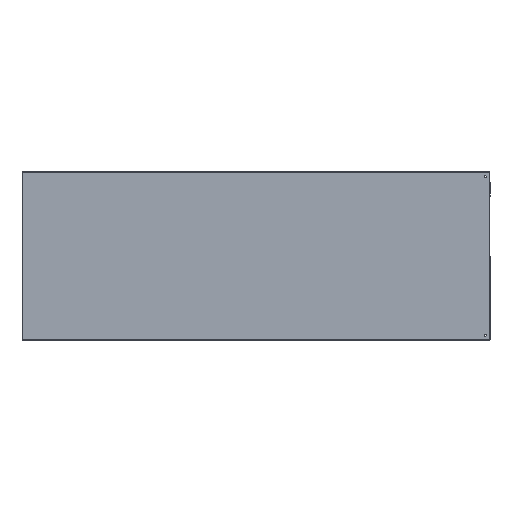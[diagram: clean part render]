
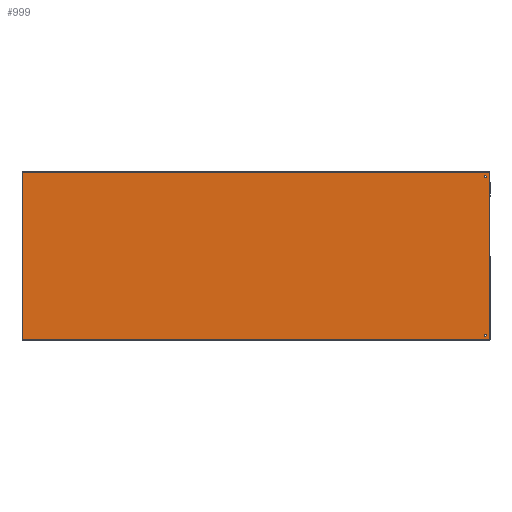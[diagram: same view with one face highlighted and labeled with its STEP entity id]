
A CAD part, top view. The second image highlights one B-rep face of the part: STEP entity #999.
In plain terms, the highlighted planar face has unit normal (0, 0, 1).
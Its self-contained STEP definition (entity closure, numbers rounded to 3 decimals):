
#8 = LINE ( 'NONE', #1325, #72 ) ;
#55 = VECTOR ( 'NONE', #1328, 1000. ) ;
#71 = CIRCLE ( 'NONE', #2212, 4. ) ;
#72 = VECTOR ( 'NONE', #1326, 1000. ) ;
#79 = LINE ( 'NONE', #1295, #114 ) ;
#80 = LINE ( 'NONE', #1317, #55 ) ;
#107 = LINE ( 'NONE', #1280, #122 ) ;
#114 = VECTOR ( 'NONE', #1296, 1000. ) ;
#119 = CIRCLE ( 'NONE', #2218, 4. ) ;
#122 = VECTOR ( 'NONE', #1298, 1000. ) ;
#243 = VERTEX_POINT ( 'NONE', #1060 ) ;
#245 = VERTEX_POINT ( 'NONE', #1062 ) ;
#246 = VERTEX_POINT ( 'NONE', #1063 ) ;
#248 = VERTEX_POINT ( 'NONE', #1065 ) ;
#266 = CIRCLE ( 'NONE', #2178, 4. ) ;
#408 = CIRCLE ( 'NONE', #2177, 4. ) ;
#534 = ORIENTED_EDGE ( 'NONE', *, *, #806, .F. ) ;
#566 = EDGE_LOOP ( 'NONE', ( #654, #695 ) ) ;
#594 = EDGE_LOOP ( 'NONE', ( #647, #646, #655, #534 ) ) ;
#646 = ORIENTED_EDGE ( 'NONE', *, *, #793, .F. ) ;
#647 = ORIENTED_EDGE ( 'NONE', *, *, #807, .F. ) ;
#654 = ORIENTED_EDGE ( 'NONE', *, *, #809, .T. ) ;
#655 = ORIENTED_EDGE ( 'NONE', *, *, #794, .F. ) ;
#658 = EDGE_LOOP ( 'NONE', ( #664, #672 ) ) ;
#664 = ORIENTED_EDGE ( 'NONE', *, *, #808, .T. ) ;
#672 = ORIENTED_EDGE ( 'NONE', *, *, #709, .T. ) ;
#695 = ORIENTED_EDGE ( 'NONE', *, *, #712, .T. ) ;
#709 = EDGE_CURVE ( 'NONE', #916, #920, #266, .T. ) ;
#712 = EDGE_CURVE ( 'NONE', #913, #915, #408, .T. ) ;
#793 = EDGE_CURVE ( 'NONE', #245, #243, #79, .T. ) ;
#794 = EDGE_CURVE ( 'NONE', #248, #245, #107, .T. ) ;
#806 = EDGE_CURVE ( 'NONE', #246, #248, #8, .T. ) ;
#807 = EDGE_CURVE ( 'NONE', #243, #246, #80, .T. ) ;
#808 = EDGE_CURVE ( 'NONE', #920, #916, #119, .T. ) ;
#809 = EDGE_CURVE ( 'NONE', #915, #913, #71, .T. ) ;
#913 = VERTEX_POINT ( 'NONE', #1498 ) ;
#915 = VERTEX_POINT ( 'NONE', #1500 ) ;
#916 = VERTEX_POINT ( 'NONE', #1501 ) ;
#920 = VERTEX_POINT ( 'NONE', #1504 ) ;
#999 = ADVANCED_FACE ( 'NONE', ( #2459, #2465, #2467 ), #1771, .T. ) ;
#1060 = CARTESIAN_POINT ( 'NONE',  ( 946.9, -339.99, 1.5 ) ) ;
#1062 = CARTESIAN_POINT ( 'NONE',  ( 946.9, 339.99, 1.5 ) ) ;
#1063 = CARTESIAN_POINT ( 'NONE',  ( -946.9, -339.99, 1.5 ) ) ;
#1065 = CARTESIAN_POINT ( 'NONE',  ( -946.9, 339.99, 1.5 ) ) ;
#1095 = CARTESIAN_POINT ( 'NONE',  ( 929., -322., 1.5 ) ) ;
#1096 = DIRECTION ( 'NONE',  ( 0., 0., -1. ) ) ;
#1097 = DIRECTION ( 'NONE',  ( 1., 0., 0. ) ) ;
#1098 = CARTESIAN_POINT ( 'NONE',  ( 929., 322., 1.5 ) ) ;
#1102 = DIRECTION ( 'NONE',  ( 0., 0., -1. ) ) ;
#1103 = DIRECTION ( 'NONE',  ( 1., 0., 0. ) ) ;
#1280 = CARTESIAN_POINT ( 'NONE',  ( -947., 339.99, 1.5 ) ) ;
#1295 = CARTESIAN_POINT ( 'NONE',  ( 946.9, 339.99, 1.5 ) ) ;
#1296 = DIRECTION ( 'NONE',  ( 0., -1., 0. ) ) ;
#1298 = DIRECTION ( 'NONE',  ( 1., 0., 0. ) ) ;
#1317 = CARTESIAN_POINT ( 'NONE',  ( 947., -339.99, 1.5 ) ) ;
#1324 = CARTESIAN_POINT ( 'NONE',  ( 929., 322., 1.5 ) ) ;
#1325 = CARTESIAN_POINT ( 'NONE',  ( -946.9, -339.99, 1.5 ) ) ;
#1326 = DIRECTION ( 'NONE',  ( 0., 1., 0. ) ) ;
#1327 = CARTESIAN_POINT ( 'NONE',  ( 929., -322., 1.5 ) ) ;
#1328 = DIRECTION ( 'NONE',  ( -1., 0., 0. ) ) ;
#1330 = DIRECTION ( 'NONE',  ( 0., 0., -1. ) ) ;
#1331 = DIRECTION ( 'NONE',  ( 1., 0., 0. ) ) ;
#1332 = DIRECTION ( 'NONE',  ( 0., 0., -1. ) ) ;
#1333 = DIRECTION ( 'NONE',  ( 1., 0., 0. ) ) ;
#1498 = CARTESIAN_POINT ( 'NONE',  ( 933., 322., 1.5 ) ) ;
#1500 = CARTESIAN_POINT ( 'NONE',  ( 925., 322., 1.5 ) ) ;
#1501 = CARTESIAN_POINT ( 'NONE',  ( 933., -322., 1.5 ) ) ;
#1504 = CARTESIAN_POINT ( 'NONE',  ( 925., -322., 1.5 ) ) ;
#1766 = CARTESIAN_POINT ( 'NONE',  ( -947., -340., 1.5 ) ) ;
#1771 = PLANE ( 'NONE',  #2310 ) ;
#1772 = DIRECTION ( 'NONE',  ( 0., 0., 1. ) ) ;
#1773 = DIRECTION ( 'NONE',  ( 1., 0., 0. ) ) ;
#2177 = AXIS2_PLACEMENT_3D ( 'NONE', #1098, #1102, #1103 ) ;
#2178 = AXIS2_PLACEMENT_3D ( 'NONE', #1095, #1096, #1097 ) ;
#2212 = AXIS2_PLACEMENT_3D ( 'NONE', #1324, #1332, #1333 ) ;
#2218 = AXIS2_PLACEMENT_3D ( 'NONE', #1327, #1330, #1331 ) ;
#2310 = AXIS2_PLACEMENT_3D ( 'NONE', #1766, #1772, #1773 ) ;
#2459 = FACE_BOUND ( 'NONE', #658, .T. ) ;
#2465 = FACE_BOUND ( 'NONE', #566, .T. ) ;
#2467 = FACE_OUTER_BOUND ( 'NONE', #594, .T. ) ;
